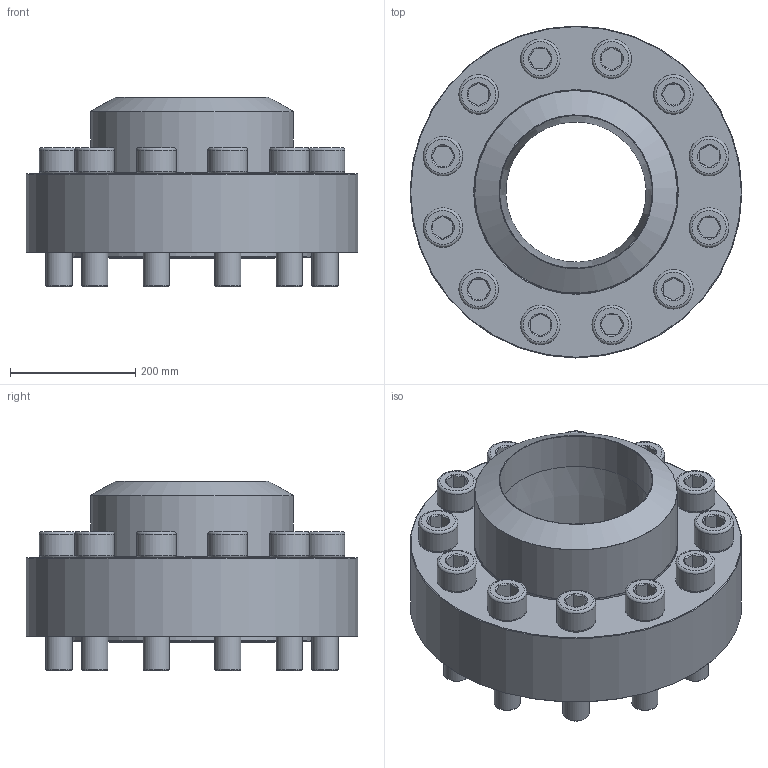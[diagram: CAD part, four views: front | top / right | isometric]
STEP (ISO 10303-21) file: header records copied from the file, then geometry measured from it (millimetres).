
FILE_DESCRIPTION(/* description */ (''),/* implementation_level */ '2;1');
FILE_NAME(/* name */ 'FA225-403.stp',/* time_stamp */ '2023-05-03T09:43:51+02:00',/* author */ (''),/* organization */ (''),/* preprocessor_version */ 'ST-DEVELOPER v16',/* originating_system */ 'SIEMENS PLM Software NX 10.0',/* authorisation */ '');
FILE_SCHEMA (('AUTOMOTIVE_DESIGN { 1 0 10303 214 3 1 1 1 }'));
Length unit declared in the file: millimetre
Products named in the file (5): X-O; X-FA; X-FKV_rund; X-Schraube; FA_rund
Assembly tree (15 placements, depth 2):
  FA_rund
    X-Schraube  x12
    X-FKV_rund
    X-FA
    X-O
Bounding box: 530 x 530 x 302 mm (x, y, z)
Volume: 29933815.5 mm3; surface area: 1830897.3 mm2
Topology: 15 solids, 15 shells, 322 faces, 600 edges, 334 vertices
Faces by surface type: plane 128, cone 111, cylinder 54, torus 29
Full cylindrical faces by diameter (mm): 36.95 x12, 42 x12, 43 x8, 63 x12, 224 x1, 243.9 x1, 253.4 x1, 268.778 x1, 323.9 x1, 324.5 x1, 325 x1, 384 x1, 385 x1, 530 x1
Entity records: 1987 total; most frequent: DIRECTION 362, CARTESIAN_POINT 317, ORIENTED_EDGE 194, AXIS2_PLACEMENT_3D 175, EDGE_LOOP 160, FACE_BOUND 147, EDGE_CURVE 97, VERTEX_POINT 86
